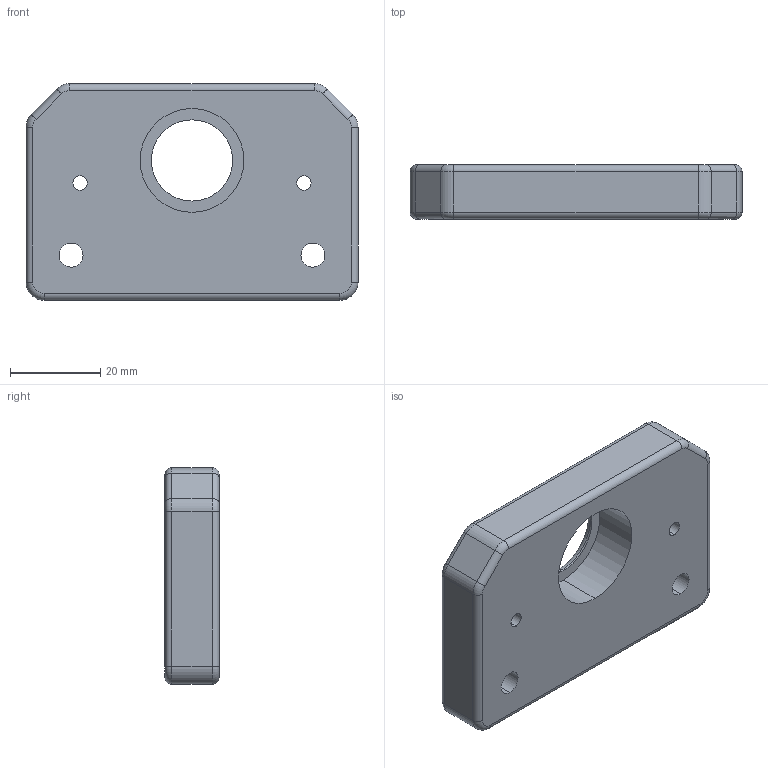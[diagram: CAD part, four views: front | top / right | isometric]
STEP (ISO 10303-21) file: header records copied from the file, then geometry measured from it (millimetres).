
FILE_DESCRIPTION (( 'STEP AP214' ), '1' );
FILE_NAME ('Z608CageTopPlate.STEP', '2025-03-07T07:15:04', ( '' ), ( '' ), 'SwSTEP 2.0', 'SolidWorks 2024', '' );
FILE_SCHEMA (( 'AUTOMOTIVE_DESIGN' ));
Length unit declared in the file: millimetre
Products named in the file (1): Z608CageTopPlate
Bounding box: 73.6 x 12 x 48 mm (x, y, z)
Volume: 35651.1 mm3; surface area: 10144 mm2
Topology: 1 solids, 1 shells, 61 faces, 140 edges, 82 vertices
Faces by surface type: cylinder 30, torus 14, plane 9, cone 8
Entity records: 2440 total; most frequent: DIRECTION 348, CARTESIAN_POINT 284, ORIENTED_EDGE 280, AXIS2_PLACEMENT_3D 146, EDGE_CURVE 140, CIRCLE 84, VERTEX_POINT 82, EDGE_LOOP 72
